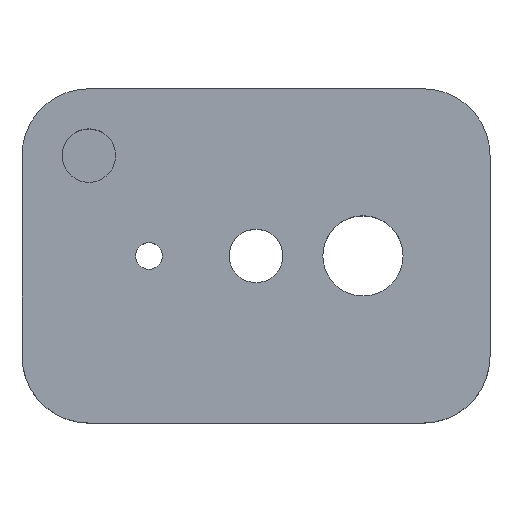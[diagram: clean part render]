
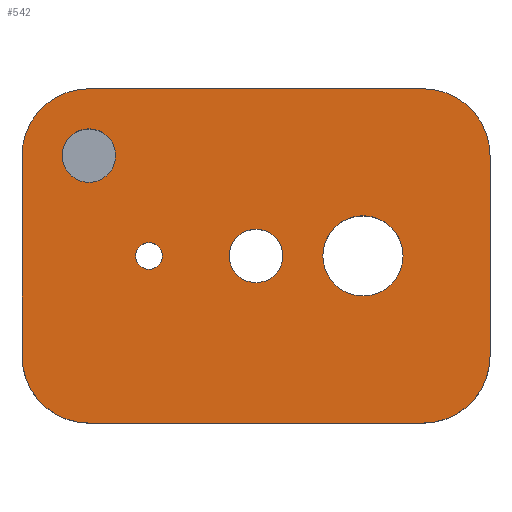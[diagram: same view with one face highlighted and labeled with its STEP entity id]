
A CAD part, top view. The second image highlights one B-rep face of the part: STEP entity #542.
In plain terms, the highlighted planar face has unit normal (0, 0, 1).
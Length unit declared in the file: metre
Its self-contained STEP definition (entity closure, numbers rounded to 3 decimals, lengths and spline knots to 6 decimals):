
#2 = VERTEX_POINT ( 'NONE', #508 ) ;
#4 = EDGE_CURVE ( 'NONE', #448, #240, #375, .T. ) ;
#5 = ORIENTED_EDGE ( 'NONE', *, *, #25, .F. ) ;
#16 = LINE ( 'NONE', #491, #417 ) ;
#19 = FACE_BOUND ( 'NONE', #450, .T. ) ;
#21 = VERTEX_POINT ( 'NONE', #356 ) ;
#22 = AXIS2_PLACEMENT_3D ( 'NONE', #486, #87, #488 ) ;
#23 = CARTESIAN_POINT ( 'NONE',  ( 0.0085, 0.0125, 0.007 ) ) ;
#25 = EDGE_CURVE ( 'NONE', #199, #182, #534, .T. ) ;
#28 = DIRECTION ( 'NONE',  ( 0., 0., 1. ) ) ;
#35 = CARTESIAN_POINT ( 'NONE',  ( 0.035, 0.005, 0.007 ) ) ;
#37 = AXIS2_PLACEMENT_3D ( 'NONE', #235, #432, #572 ) ;
#38 = DIRECTION ( 'NONE',  ( 0., 0., 1. ) ) ;
#41 = CARTESIAN_POINT ( 'NONE',  ( 0.0095, 0.0125, 0.007 ) ) ;
#43 = CARTESIAN_POINT ( 'NONE',  ( 0.0175, 0.0125, 0.007 ) ) ;
#46 = CARTESIAN_POINT ( 'NONE',  ( 0.003, 0.02, 0.007 ) ) ;
#59 = VERTEX_POINT ( 'NONE', #23 ) ;
#63 = EDGE_CURVE ( 'NONE', #451, #21, #583, .T. ) ;
#66 = CARTESIAN_POINT ( 'NONE',  ( 0.0255, 0.0125, 0.007 ) ) ;
#72 = DIRECTION ( 'NONE',  ( 1., 0., 0. ) ) ;
#73 = AXIS2_PLACEMENT_3D ( 'NONE', #471, #512, #72 ) ;
#82 = CARTESIAN_POINT ( 'NONE',  ( 0., 0.02, 0.007 ) ) ;
#84 = DIRECTION ( 'NONE',  ( 0., 0., 1. ) ) ;
#87 = DIRECTION ( 'NONE',  ( 0., 0., 1. ) ) ;
#88 = CARTESIAN_POINT ( 'NONE',  ( 0.03, 0.025, 0.007 ) ) ;
#90 = CARTESIAN_POINT ( 'NONE',  ( 0.005, 0.02, 0.007 ) ) ;
#96 = ORIENTED_EDGE ( 'NONE', *, *, #115, .F. ) ;
#97 = AXIS2_PLACEMENT_3D ( 'NONE', #367, #28, #505 ) ;
#103 = VERTEX_POINT ( 'NONE', #330 ) ;
#105 = VERTEX_POINT ( 'NONE', #237 ) ;
#109 = ORIENTED_EDGE ( 'NONE', *, *, #359, .T. ) ;
#114 = VERTEX_POINT ( 'NONE', #524 ) ;
#115 = EDGE_CURVE ( 'NONE', #114, #546, #246, .T. ) ;
#117 = CIRCLE ( 'NONE', #329, 0.002 ) ;
#119 = EDGE_CURVE ( 'NONE', #182, #199, #194, .T. ) ;
#127 = VERTEX_POINT ( 'NONE', #35 ) ;
#128 = DIRECTION ( 'NONE',  ( 0., 0., 1. ) ) ;
#132 = DIRECTION ( 'NONE',  ( 1., 0., 0. ) ) ;
#143 = VECTOR ( 'NONE', #380, 1. ) ;
#144 = CIRCLE ( 'NONE', #37, 0.005 ) ;
#149 = AXIS2_PLACEMENT_3D ( 'NONE', #328, #38, #132 ) ;
#152 = VECTOR ( 'NONE', #256, 1. ) ;
#158 = ORIENTED_EDGE ( 'NONE', *, *, #189, .T. ) ;
#161 = VERTEX_POINT ( 'NONE', #88 ) ;
#169 = CARTESIAN_POINT ( 'NONE',  ( 0.035, 0.02, 0.007 ) ) ;
#171 = AXIS2_PLACEMENT_3D ( 'NONE', #41, #238, #181 ) ;
#173 = PLANE ( 'NONE',  #73 ) ;
#177 = EDGE_CURVE ( 'NONE', #546, #114, #117, .T. ) ;
#178 = AXIS2_PLACEMENT_3D ( 'NONE', #66, #266, #605 ) ;
#180 = CARTESIAN_POINT ( 'NONE',  ( 0.0175, 0.0125, 0.007 ) ) ;
#181 = DIRECTION ( 'NONE',  ( 1., 0., 0. ) ) ;
#182 = VERTEX_POINT ( 'NONE', #46 ) ;
#189 = EDGE_CURVE ( 'NONE', #2, #260, #144, .T. ) ;
#190 = CARTESIAN_POINT ( 'NONE',  ( 0.0255, 0.0125, 0.007 ) ) ;
#194 = CIRCLE ( 'NONE', #447, 0.002 ) ;
#199 = VERTEX_POINT ( 'NONE', #485 ) ;
#202 = ORIENTED_EDGE ( 'NONE', *, *, #287, .T. ) ;
#218 = ORIENTED_EDGE ( 'NONE', *, *, #372, .F. ) ;
#220 = CARTESIAN_POINT ( 'NONE',  ( 0.005, 0.02, 0.007 ) ) ;
#224 = ORIENTED_EDGE ( 'NONE', *, *, #416, .F. ) ;
#229 = LINE ( 'NONE', #390, #143 ) ;
#231 = CIRCLE ( 'NONE', #22, 0.001 ) ;
#234 = VECTOR ( 'NONE', #385, 1. ) ;
#235 = CARTESIAN_POINT ( 'NONE',  ( 0.005, 0.02, 0.007 ) ) ;
#237 = CARTESIAN_POINT ( 'NONE',  ( 0.03, 0., 0.007 ) ) ;
#238 = DIRECTION ( 'NONE',  ( 0., 0., 1. ) ) ;
#240 = VERTEX_POINT ( 'NONE', #272 ) ;
#246 = CIRCLE ( 'NONE', #305, 0.002 ) ;
#256 = DIRECTION ( 'NONE',  ( 0., 1., 0. ) ) ;
#260 = VERTEX_POINT ( 'NONE', #82 ) ;
#266 = DIRECTION ( 'NONE',  ( 0., 0., 1. ) ) ;
#268 = ORIENTED_EDGE ( 'NONE', *, *, #63, .T. ) ;
#272 = CARTESIAN_POINT ( 'NONE',  ( 0.0285, 0.0125, 0.007 ) ) ;
#278 = CARTESIAN_POINT ( 'NONE',  ( 0.0175, 0.025, 0.007 ) ) ;
#285 = AXIS2_PLACEMENT_3D ( 'NONE', #403, #591, #350 ) ;
#287 = EDGE_CURVE ( 'NONE', #21, #105, #229, .T. ) ;
#292 = DIRECTION ( 'NONE',  ( 0., 1., 0. ) ) ;
#295 = ORIENTED_EDGE ( 'NONE', *, *, #521, .F. ) ;
#303 = ORIENTED_EDGE ( 'NONE', *, *, #319, .F. ) ;
#305 = AXIS2_PLACEMENT_3D ( 'NONE', #180, #128, #333 ) ;
#309 = EDGE_CURVE ( 'NONE', #2, #161, #388, .T. ) ;
#315 = CIRCLE ( 'NONE', #171, 0.001 ) ;
#319 = EDGE_CURVE ( 'NONE', #59, #103, #315, .T. ) ;
#321 = FACE_BOUND ( 'NONE', #492, .T. ) ;
#323 = AXIS2_PLACEMENT_3D ( 'NONE', #190, #336, #531 ) ;
#328 = CARTESIAN_POINT ( 'NONE',  ( 0.03, 0.02, 0.007 ) ) ;
#329 = AXIS2_PLACEMENT_3D ( 'NONE', #43, #84, #437 ) ;
#330 = CARTESIAN_POINT ( 'NONE',  ( 0.0105, 0.0125, 0.007 ) ) ;
#333 = DIRECTION ( 'NONE',  ( 1., 0., 0. ) ) ;
#336 = DIRECTION ( 'NONE',  ( 0., 0., 1. ) ) ;
#346 = LINE ( 'NONE', #538, #152 ) ;
#349 = ORIENTED_EDGE ( 'NONE', *, *, #177, .F. ) ;
#350 = DIRECTION ( 'NONE',  ( 1., 0., 0. ) ) ;
#356 = CARTESIAN_POINT ( 'NONE',  ( 0.005, 0., 0.007 ) ) ;
#359 = EDGE_CURVE ( 'NONE', #530, #161, #584, .T. ) ;
#367 = CARTESIAN_POINT ( 'NONE',  ( 0.005, 0.005, 0.007 ) ) ;
#372 = EDGE_CURVE ( 'NONE', #103, #59, #231, .T. ) ;
#375 = CIRCLE ( 'NONE', #178, 0.003 ) ;
#380 = DIRECTION ( 'NONE',  ( 1., 0., 0. ) ) ;
#385 = DIRECTION ( 'NONE',  ( 1., 0., 0. ) ) ;
#388 = LINE ( 'NONE', #278, #234 ) ;
#390 = CARTESIAN_POINT ( 'NONE',  ( 0.0175, 0., 0.007 ) ) ;
#392 = EDGE_LOOP ( 'NONE', ( #543, #5 ) ) ;
#399 = CARTESIAN_POINT ( 'NONE',  ( 0.0225, 0.0125, 0.007 ) ) ;
#400 = ORIENTED_EDGE ( 'NONE', *, *, #475, .T. ) ;
#403 = CARTESIAN_POINT ( 'NONE',  ( 0.03, 0.005, 0.007 ) ) ;
#416 = EDGE_CURVE ( 'NONE', #240, #448, #596, .T. ) ;
#417 = VECTOR ( 'NONE', #292, 1. ) ;
#422 = FACE_BOUND ( 'NONE', #456, .T. ) ;
#424 = FACE_OUTER_BOUND ( 'NONE', #487, .T. ) ;
#431 = EDGE_CURVE ( 'NONE', #105, #127, #489, .T. ) ;
#432 = DIRECTION ( 'NONE',  ( 0., 0., 1. ) ) ;
#437 = DIRECTION ( 'NONE',  ( 1., 0., 0. ) ) ;
#439 = DIRECTION ( 'NONE',  ( 1., 0., 0. ) ) ;
#442 = ORIENTED_EDGE ( 'NONE', *, *, #4, .F. ) ;
#444 = CARTESIAN_POINT ( 'NONE',  ( 0., 0.005, 0.007 ) ) ;
#447 = AXIS2_PLACEMENT_3D ( 'NONE', #90, #570, #439 ) ;
#448 = VERTEX_POINT ( 'NONE', #399 ) ;
#450 = EDGE_LOOP ( 'NONE', ( #224, #442 ) ) ;
#451 = VERTEX_POINT ( 'NONE', #444 ) ;
#453 = ORIENTED_EDGE ( 'NONE', *, *, #309, .F. ) ;
#456 = EDGE_LOOP ( 'NONE', ( #96, #349 ) ) ;
#457 = FACE_BOUND ( 'NONE', #392, .T. ) ;
#464 = DIRECTION ( 'NONE',  ( 0., 0., 1. ) ) ;
#471 = CARTESIAN_POINT ( 'NONE',  ( 0.0175, 0.0125, 0.007 ) ) ;
#475 = EDGE_CURVE ( 'NONE', #127, #530, #346, .T. ) ;
#485 = CARTESIAN_POINT ( 'NONE',  ( 0.007, 0.02, 0.007 ) ) ;
#486 = CARTESIAN_POINT ( 'NONE',  ( 0.0095, 0.0125, 0.007 ) ) ;
#487 = EDGE_LOOP ( 'NONE', ( #453, #158, #295, #268, #202, #579, #400, #109 ) ) ;
#488 = DIRECTION ( 'NONE',  ( 1., 0., 0. ) ) ;
#489 = CIRCLE ( 'NONE', #285, 0.005 ) ;
#491 = CARTESIAN_POINT ( 'NONE',  ( 0., 0.0125, 0.007 ) ) ;
#492 = EDGE_LOOP ( 'NONE', ( #218, #303 ) ) ;
#505 = DIRECTION ( 'NONE',  ( 1., 0., 0. ) ) ;
#508 = CARTESIAN_POINT ( 'NONE',  ( 0.005, 0.025, 0.007 ) ) ;
#510 = AXIS2_PLACEMENT_3D ( 'NONE', #220, #464, #511 ) ;
#511 = DIRECTION ( 'NONE',  ( 1., 0., 0. ) ) ;
#512 = DIRECTION ( 'NONE',  ( 0., 0., 1. ) ) ;
#521 = EDGE_CURVE ( 'NONE', #451, #260, #16, .T. ) ;
#524 = CARTESIAN_POINT ( 'NONE',  ( 0.0195, 0.0125, 0.007 ) ) ;
#530 = VERTEX_POINT ( 'NONE', #169 ) ;
#531 = DIRECTION ( 'NONE',  ( 1., 0., 0. ) ) ;
#534 = CIRCLE ( 'NONE', #510, 0.002 ) ;
#538 = CARTESIAN_POINT ( 'NONE',  ( 0.035, 0.0125, 0.007 ) ) ;
#542 = ADVANCED_FACE ( 'NONE', ( #457, #424, #422, #321, #19 ), #173, .T. ) ;
#543 = ORIENTED_EDGE ( 'NONE', *, *, #119, .F. ) ;
#546 = VERTEX_POINT ( 'NONE', #598 ) ;
#570 = DIRECTION ( 'NONE',  ( 0., 0., 1. ) ) ;
#572 = DIRECTION ( 'NONE',  ( 1., 0., 0. ) ) ;
#579 = ORIENTED_EDGE ( 'NONE', *, *, #431, .T. ) ;
#583 = CIRCLE ( 'NONE', #97, 0.005 ) ;
#584 = CIRCLE ( 'NONE', #149, 0.005 ) ;
#591 = DIRECTION ( 'NONE',  ( 0., 0., 1. ) ) ;
#596 = CIRCLE ( 'NONE', #323, 0.003 ) ;
#598 = CARTESIAN_POINT ( 'NONE',  ( 0.0155, 0.0125, 0.007 ) ) ;
#605 = DIRECTION ( 'NONE',  ( 1., 0., 0. ) ) ;
